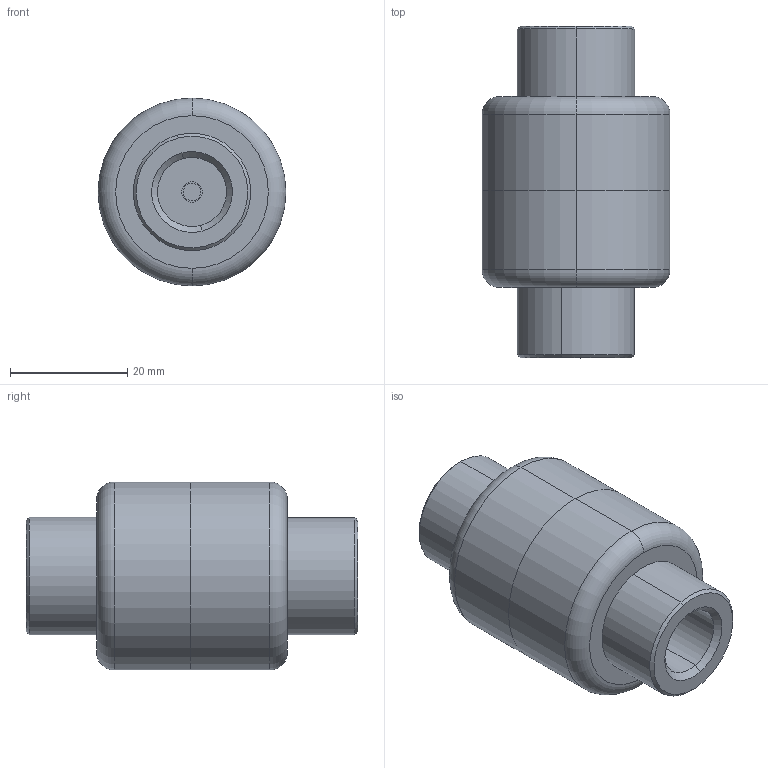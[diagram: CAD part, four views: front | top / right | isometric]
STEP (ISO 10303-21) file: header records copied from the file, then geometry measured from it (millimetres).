
FILE_DESCRIPTION (( 'STEP AP203' ), '1' );
FILE_NAME ('VALVOLA SMALL G 1_4.STEP', '2017-05-29T12:14:36', ( '' ), ( '' ), 'SwSTEP 2.0', 'SolidWorks 2016', '' );
FILE_SCHEMA (( 'CONFIG_CONTROL_DESIGN' ));
Length unit declared in the file: millimetre
Products named in the file (12): 06I9707_06I9707; 04N9601_04N9601; 06H9602_06H9602; 05M9502_05M9502; 06H9603_06H9603; 06N9608_06N9608; 06I9611_06I9611; 06B0704_06B0704; 06F97003_06F97003; MANICOTTO G 1_4; 06N9601_06N9601; VALVOLA SMALL G 1_4
Assembly tree (12 placements, depth 3):
  VALVOLA SMALL G 1_4
    06I9707_06I9707
    04N9601_04N9601
    06I9611_06I9611
      06H9602_06H9602
      06H9603_06H9603
    06F97003_06F97003
    06N9601_06N9601
    05M9502_05M9502
    06N9608_06N9608
    06B0704_06B0704
    MANICOTTO G 1_4  x2
Bounding box: 32 x 56.5 x 32 mm (x, y, z)
Volume: 15029.8 mm3; surface area: 16328.4 mm2
Topology: 11 solids, 11 shells, 191 faces, 404 edges, 248 vertices
Faces by surface type: cylinder 69, torus 44, plane 44, cone 32, bspline 2
Entity records: 10155 total; most frequent: CARTESIAN_POINT 4692, DIRECTION 1035, ORIENTED_EDGE 768, AXIS2_PLACEMENT_3D 462, EDGE_CURVE 384, CIRCLE 267, VERTEX_POINT 236, EDGE_LOOP 212
